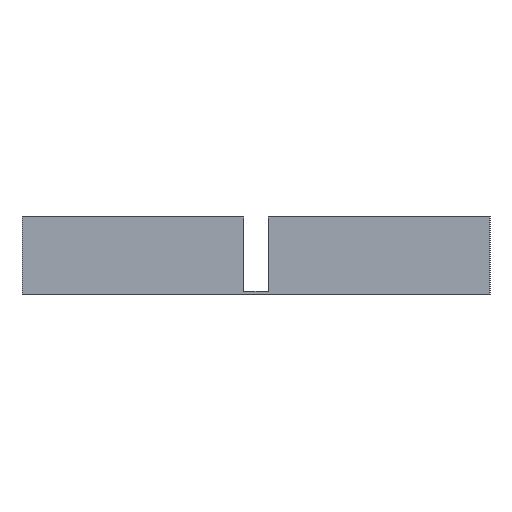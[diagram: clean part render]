
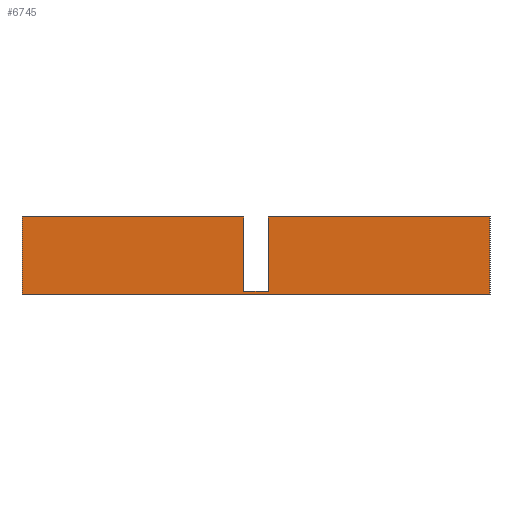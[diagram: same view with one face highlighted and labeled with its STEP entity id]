
A CAD part, left-side view. The second image highlights one B-rep face of the part: STEP entity #6745.
In plain terms, the highlighted planar face has unit normal (-1, 0, 0).
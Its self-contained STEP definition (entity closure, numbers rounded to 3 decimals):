
#152 = PLANE('',#153);
#153 = AXIS2_PLACEMENT_3D('',#154,#155,#156);
#154 = CARTESIAN_POINT('',(40.,60.,5.));
#155 = DIRECTION('',(0.,1.,0.));
#156 = DIRECTION('',(0.,0.,1.));
#520 = PLANE('',#521);
#521 = AXIS2_PLACEMENT_3D('',#522,#523,#524);
#522 = CARTESIAN_POINT('',(40.,50.507,10.));
#523 = DIRECTION('',(0.,0.,1.));
#524 = DIRECTION('',(1.,0.,0.));
#1528 = PLANE('',#1529);
#1529 = AXIS2_PLACEMENT_3D('',#1530,#1531,#1532);
#1530 = CARTESIAN_POINT('',(40.,31.6,3.843));
#1531 = DIRECTION('',(-0.,-1.,-0.));
#1532 = DIRECTION('',(0.,0.,-1.));
#1569 = VERTEX_POINT('',#1570);
#1570 = CARTESIAN_POINT('',(0.,60.,10.));
#1591 = EDGE_CURVE('',#1592,#1569,#1594,.T.);
#1592 = VERTEX_POINT('',#1593);
#1593 = CARTESIAN_POINT('',(0.,31.6,10.));
#1594 = SURFACE_CURVE('',#1595,(#1599,#1606),.PCURVE_S1.);
#1595 = LINE('',#1596,#1597);
#1596 = CARTESIAN_POINT('',(0.,31.6,10.));
#1597 = VECTOR('',#1598,1.);
#1598 = DIRECTION('',(0.,1.,0.));
#1599 = PCURVE('',#520,#1600);
#1600 = DEFINITIONAL_REPRESENTATION('',(#1601),#1605);
#1601 = LINE('',#1602,#1603);
#1602 = CARTESIAN_POINT('',(-40.,-18.907));
#1603 = VECTOR('',#1604,1.);
#1604 = DIRECTION('',(0.,1.));
#1605 = ( GEOMETRIC_REPRESENTATION_CONTEXT(2) 
PARAMETRIC_REPRESENTATION_CONTEXT() REPRESENTATION_CONTEXT('2D SPACE',''
  ) );
#1606 = PCURVE('',#1607,#1612);
#1607 = PLANE('',#1608);
#1608 = AXIS2_PLACEMENT_3D('',#1609,#1610,#1611);
#1609 = CARTESIAN_POINT('',(0.,30.,4.839));
#1610 = DIRECTION('',(-1.,-0.,-0.));
#1611 = DIRECTION('',(0.,0.,-1.));
#1612 = DEFINITIONAL_REPRESENTATION('',(#1613),#1617);
#1613 = LINE('',#1614,#1615);
#1614 = CARTESIAN_POINT('',(-5.161,-1.6));
#1615 = VECTOR('',#1616,1.);
#1616 = DIRECTION('',(0.,-1.));
#1617 = ( GEOMETRIC_REPRESENTATION_CONTEXT(2) 
PARAMETRIC_REPRESENTATION_CONTEXT() REPRESENTATION_CONTEXT('2D SPACE',''
  ) );
#3145 = EDGE_CURVE('',#1569,#3146,#3148,.T.);
#3146 = VERTEX_POINT('',#3147);
#3147 = CARTESIAN_POINT('',(0.,60.,0.));
#3148 = SURFACE_CURVE('',#3149,(#3153,#3160),.PCURVE_S1.);
#3149 = LINE('',#3150,#3151);
#3150 = CARTESIAN_POINT('',(0.,60.,10.));
#3151 = VECTOR('',#3152,1.);
#3152 = DIRECTION('',(0.,0.,-1.));
#3153 = PCURVE('',#152,#3154);
#3154 = DEFINITIONAL_REPRESENTATION('',(#3155),#3159);
#3155 = LINE('',#3156,#3157);
#3156 = CARTESIAN_POINT('',(5.,-40.));
#3157 = VECTOR('',#3158,1.);
#3158 = DIRECTION('',(-1.,0.));
#3159 = ( GEOMETRIC_REPRESENTATION_CONTEXT(2) 
PARAMETRIC_REPRESENTATION_CONTEXT() REPRESENTATION_CONTEXT('2D SPACE',''
  ) );
#3160 = PCURVE('',#1607,#3161);
#3161 = DEFINITIONAL_REPRESENTATION('',(#3162),#3166);
#3162 = LINE('',#3163,#3164);
#3163 = CARTESIAN_POINT('',(-5.161,-30.));
#3164 = VECTOR('',#3165,1.);
#3165 = DIRECTION('',(1.,0.));
#3166 = ( GEOMETRIC_REPRESENTATION_CONTEXT(2) 
PARAMETRIC_REPRESENTATION_CONTEXT() REPRESENTATION_CONTEXT('2D SPACE',''
  ) );
#3206 = PLANE('',#3207);
#3207 = AXIS2_PLACEMENT_3D('',#3208,#3209,#3210);
#3208 = CARTESIAN_POINT('',(40.,30.,0.));
#3209 = DIRECTION('',(-0.,-0.,-1.));
#3210 = DIRECTION('',(-1.,0.,0.));
#3994 = VERTEX_POINT('',#3995);
#3995 = CARTESIAN_POINT('',(0.,0.,0.));
#4009 = PLANE('',#4010);
#4010 = AXIS2_PLACEMENT_3D('',#4011,#4012,#4013);
#4011 = CARTESIAN_POINT('',(40.,0.,5.));
#4012 = DIRECTION('',(-0.,-1.,-0.));
#4013 = DIRECTION('',(0.,0.,-1.));
#4021 = EDGE_CURVE('',#3146,#3994,#4022,.T.);
#4022 = SURFACE_CURVE('',#4023,(#4027,#4034),.PCURVE_S1.);
#4023 = LINE('',#4024,#4025);
#4024 = CARTESIAN_POINT('',(0.,60.,0.));
#4025 = VECTOR('',#4026,1.);
#4026 = DIRECTION('',(0.,-1.,0.));
#4027 = PCURVE('',#3206,#4028);
#4028 = DEFINITIONAL_REPRESENTATION('',(#4029),#4033);
#4029 = LINE('',#4030,#4031);
#4030 = CARTESIAN_POINT('',(40.,30.));
#4031 = VECTOR('',#4032,1.);
#4032 = DIRECTION('',(0.,-1.));
#4033 = ( GEOMETRIC_REPRESENTATION_CONTEXT(2) 
PARAMETRIC_REPRESENTATION_CONTEXT() REPRESENTATION_CONTEXT('2D SPACE',''
  ) );
#4034 = PCURVE('',#1607,#4035);
#4035 = DEFINITIONAL_REPRESENTATION('',(#4036),#4040);
#4036 = LINE('',#4037,#4038);
#4037 = CARTESIAN_POINT('',(4.839,-30.));
#4038 = VECTOR('',#4039,1.);
#4039 = DIRECTION('',(0.,1.));
#4040 = ( GEOMETRIC_REPRESENTATION_CONTEXT(2) 
PARAMETRIC_REPRESENTATION_CONTEXT() REPRESENTATION_CONTEXT('2D SPACE',''
  ) );
#6745 = ADVANCED_FACE('',(#6746),#1607,.T.);
#6746 = FACE_BOUND('',#6747,.T.);
#6747 = EDGE_LOOP('',(#6748,#6749,#6750,#6773,#6801,#6829,#6857,#6878));
#6748 = ORIENTED_EDGE('',*,*,#3145,.T.);
#6749 = ORIENTED_EDGE('',*,*,#4021,.T.);
#6750 = ORIENTED_EDGE('',*,*,#6751,.T.);
#6751 = EDGE_CURVE('',#3994,#6752,#6754,.T.);
#6752 = VERTEX_POINT('',#6753);
#6753 = CARTESIAN_POINT('',(0.,0.,10.));
#6754 = SURFACE_CURVE('',#6755,(#6759,#6766),.PCURVE_S1.);
#6755 = LINE('',#6756,#6757);
#6756 = CARTESIAN_POINT('',(0.,0.,0.));
#6757 = VECTOR('',#6758,1.);
#6758 = DIRECTION('',(0.,0.,1.));
#6759 = PCURVE('',#1607,#6760);
#6760 = DEFINITIONAL_REPRESENTATION('',(#6761),#6765);
#6761 = LINE('',#6762,#6763);
#6762 = CARTESIAN_POINT('',(4.839,30.));
#6763 = VECTOR('',#6764,1.);
#6764 = DIRECTION('',(-1.,0.));
#6765 = ( GEOMETRIC_REPRESENTATION_CONTEXT(2) 
PARAMETRIC_REPRESENTATION_CONTEXT() REPRESENTATION_CONTEXT('2D SPACE',''
  ) );
#6766 = PCURVE('',#4009,#6767);
#6767 = DEFINITIONAL_REPRESENTATION('',(#6768),#6772);
#6768 = LINE('',#6769,#6770);
#6769 = CARTESIAN_POINT('',(5.,-40.));
#6770 = VECTOR('',#6771,1.);
#6771 = DIRECTION('',(-1.,0.));
#6772 = ( GEOMETRIC_REPRESENTATION_CONTEXT(2) 
PARAMETRIC_REPRESENTATION_CONTEXT() REPRESENTATION_CONTEXT('2D SPACE',''
  ) );
#6773 = ORIENTED_EDGE('',*,*,#6774,.T.);
#6774 = EDGE_CURVE('',#6752,#6775,#6777,.T.);
#6775 = VERTEX_POINT('',#6776);
#6776 = CARTESIAN_POINT('',(0.,28.4,10.));
#6777 = SURFACE_CURVE('',#6778,(#6782,#6789),.PCURVE_S1.);
#6778 = LINE('',#6779,#6780);
#6779 = CARTESIAN_POINT('',(0.,0.,10.));
#6780 = VECTOR('',#6781,1.);
#6781 = DIRECTION('',(0.,1.,0.));
#6782 = PCURVE('',#1607,#6783);
#6783 = DEFINITIONAL_REPRESENTATION('',(#6784),#6788);
#6784 = LINE('',#6785,#6786);
#6785 = CARTESIAN_POINT('',(-5.161,30.));
#6786 = VECTOR('',#6787,1.);
#6787 = DIRECTION('',(0.,-1.));
#6788 = ( GEOMETRIC_REPRESENTATION_CONTEXT(2) 
PARAMETRIC_REPRESENTATION_CONTEXT() REPRESENTATION_CONTEXT('2D SPACE',''
  ) );
#6789 = PCURVE('',#6790,#6795);
#6790 = PLANE('',#6791);
#6791 = AXIS2_PLACEMENT_3D('',#6792,#6793,#6794);
#6792 = CARTESIAN_POINT('',(40.,9.493,10.));
#6793 = DIRECTION('',(0.,0.,1.));
#6794 = DIRECTION('',(1.,0.,0.));
#6795 = DEFINITIONAL_REPRESENTATION('',(#6796),#6800);
#6796 = LINE('',#6797,#6798);
#6797 = CARTESIAN_POINT('',(-40.,-9.493));
#6798 = VECTOR('',#6799,1.);
#6799 = DIRECTION('',(0.,1.));
#6800 = ( GEOMETRIC_REPRESENTATION_CONTEXT(2) 
PARAMETRIC_REPRESENTATION_CONTEXT() REPRESENTATION_CONTEXT('2D SPACE',''
  ) );
#6801 = ORIENTED_EDGE('',*,*,#6802,.T.);
#6802 = EDGE_CURVE('',#6775,#6803,#6805,.T.);
#6803 = VERTEX_POINT('',#6804);
#6804 = CARTESIAN_POINT('',(0.,28.4,0.5));
#6805 = SURFACE_CURVE('',#6806,(#6810,#6817),.PCURVE_S1.);
#6806 = LINE('',#6807,#6808);
#6807 = CARTESIAN_POINT('',(0.,28.4,10.));
#6808 = VECTOR('',#6809,1.);
#6809 = DIRECTION('',(0.,0.,-1.));
#6810 = PCURVE('',#1607,#6811);
#6811 = DEFINITIONAL_REPRESENTATION('',(#6812),#6816);
#6812 = LINE('',#6813,#6814);
#6813 = CARTESIAN_POINT('',(-5.161,1.6));
#6814 = VECTOR('',#6815,1.);
#6815 = DIRECTION('',(1.,0.));
#6816 = ( GEOMETRIC_REPRESENTATION_CONTEXT(2) 
PARAMETRIC_REPRESENTATION_CONTEXT() REPRESENTATION_CONTEXT('2D SPACE',''
  ) );
#6817 = PCURVE('',#6818,#6823);
#6818 = PLANE('',#6819);
#6819 = AXIS2_PLACEMENT_3D('',#6820,#6821,#6822);
#6820 = CARTESIAN_POINT('',(40.,28.4,3.843));
#6821 = DIRECTION('',(0.,1.,0.));
#6822 = DIRECTION('',(0.,0.,1.));
#6823 = DEFINITIONAL_REPRESENTATION('',(#6824),#6828);
#6824 = LINE('',#6825,#6826);
#6825 = CARTESIAN_POINT('',(6.157,-40.));
#6826 = VECTOR('',#6827,1.);
#6827 = DIRECTION('',(-1.,0.));
#6828 = ( GEOMETRIC_REPRESENTATION_CONTEXT(2) 
PARAMETRIC_REPRESENTATION_CONTEXT() REPRESENTATION_CONTEXT('2D SPACE',''
  ) );
#6829 = ORIENTED_EDGE('',*,*,#6830,.T.);
#6830 = EDGE_CURVE('',#6803,#6831,#6833,.T.);
#6831 = VERTEX_POINT('',#6832);
#6832 = CARTESIAN_POINT('',(0.,31.6,0.5));
#6833 = SURFACE_CURVE('',#6834,(#6838,#6845),.PCURVE_S1.);
#6834 = LINE('',#6835,#6836);
#6835 = CARTESIAN_POINT('',(0.,28.4,0.5));
#6836 = VECTOR('',#6837,1.);
#6837 = DIRECTION('',(0.,1.,0.));
#6838 = PCURVE('',#1607,#6839);
#6839 = DEFINITIONAL_REPRESENTATION('',(#6840),#6844);
#6840 = LINE('',#6841,#6842);
#6841 = CARTESIAN_POINT('',(4.339,1.6));
#6842 = VECTOR('',#6843,1.);
#6843 = DIRECTION('',(0.,-1.));
#6844 = ( GEOMETRIC_REPRESENTATION_CONTEXT(2) 
PARAMETRIC_REPRESENTATION_CONTEXT() REPRESENTATION_CONTEXT('2D SPACE',''
  ) );
#6845 = PCURVE('',#6846,#6851);
#6846 = PLANE('',#6847);
#6847 = AXIS2_PLACEMENT_3D('',#6848,#6849,#6850);
#6848 = CARTESIAN_POINT('',(40.,30.,0.5));
#6849 = DIRECTION('',(0.,0.,1.));
#6850 = DIRECTION('',(1.,0.,0.));
#6851 = DEFINITIONAL_REPRESENTATION('',(#6852),#6856);
#6852 = LINE('',#6853,#6854);
#6853 = CARTESIAN_POINT('',(-40.,-1.6));
#6854 = VECTOR('',#6855,1.);
#6855 = DIRECTION('',(0.,1.));
#6856 = ( GEOMETRIC_REPRESENTATION_CONTEXT(2) 
PARAMETRIC_REPRESENTATION_CONTEXT() REPRESENTATION_CONTEXT('2D SPACE',''
  ) );
#6857 = ORIENTED_EDGE('',*,*,#6858,.T.);
#6858 = EDGE_CURVE('',#6831,#1592,#6859,.T.);
#6859 = SURFACE_CURVE('',#6860,(#6864,#6871),.PCURVE_S1.);
#6860 = LINE('',#6861,#6862);
#6861 = CARTESIAN_POINT('',(0.,31.6,0.5));
#6862 = VECTOR('',#6863,1.);
#6863 = DIRECTION('',(0.,0.,1.));
#6864 = PCURVE('',#1607,#6865);
#6865 = DEFINITIONAL_REPRESENTATION('',(#6866),#6870);
#6866 = LINE('',#6867,#6868);
#6867 = CARTESIAN_POINT('',(4.339,-1.6));
#6868 = VECTOR('',#6869,1.);
#6869 = DIRECTION('',(-1.,0.));
#6870 = ( GEOMETRIC_REPRESENTATION_CONTEXT(2) 
PARAMETRIC_REPRESENTATION_CONTEXT() REPRESENTATION_CONTEXT('2D SPACE',''
  ) );
#6871 = PCURVE('',#1528,#6872);
#6872 = DEFINITIONAL_REPRESENTATION('',(#6873),#6877);
#6873 = LINE('',#6874,#6875);
#6874 = CARTESIAN_POINT('',(3.343,-40.));
#6875 = VECTOR('',#6876,1.);
#6876 = DIRECTION('',(-1.,0.));
#6877 = ( GEOMETRIC_REPRESENTATION_CONTEXT(2) 
PARAMETRIC_REPRESENTATION_CONTEXT() REPRESENTATION_CONTEXT('2D SPACE',''
  ) );
#6878 = ORIENTED_EDGE('',*,*,#1591,.T.);
